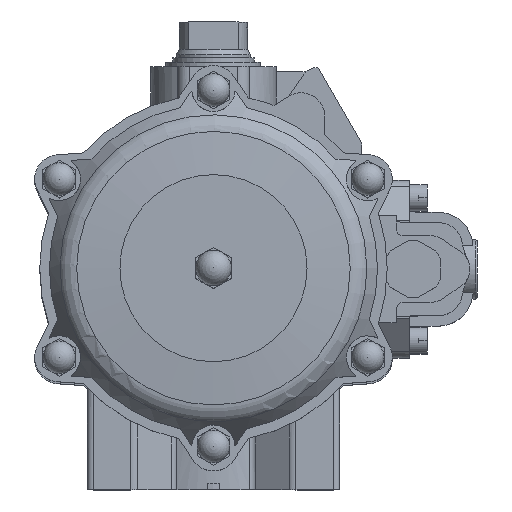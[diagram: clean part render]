
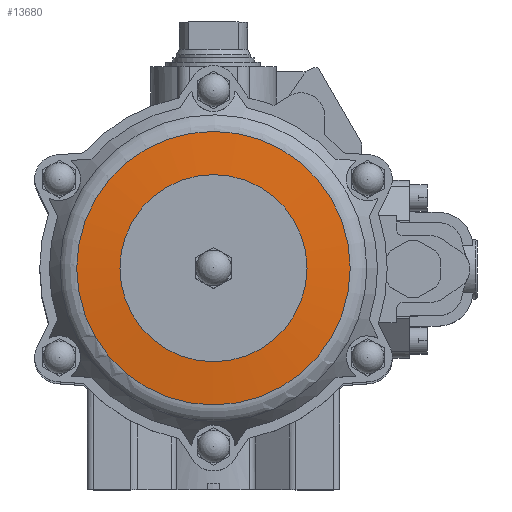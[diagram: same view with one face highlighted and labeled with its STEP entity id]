
A CAD part, top view. The second image highlights one B-rep face of the part: STEP entity #13680.
In plain terms, the highlighted conical face has half-angle 85 degrees and reference radius 92.093 mm.
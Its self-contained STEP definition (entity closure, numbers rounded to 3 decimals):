
#49=CONICAL_SURFACE('',#14805,92.092,1.484);
#4558=ORIENTED_EDGE('',*,*,#8297,.F.);
#4559=ORIENTED_EDGE('',*,*,#8296,.T.);
#8296=EDGE_CURVE('',#10160,#10160,#11121,.T.);
#8297=EDGE_CURVE('',#10161,#10161,#11122,.T.);
#10160=VERTEX_POINT('',#21963);
#10161=VERTEX_POINT('',#21966);
#11121=CIRCLE('',#14804,92.092);
#11122=CIRCLE('',#14806,63.);
#11603=EDGE_LOOP('',(#4558));
#11604=EDGE_LOOP('',(#4559));
#12529=FACE_BOUND('',#11603,.T.);
#12530=FACE_BOUND('',#11604,.T.);
#13680=ADVANCED_FACE('',(#12529,#12530),#49,.T.);
#14804=AXIS2_PLACEMENT_3D('',#21962,#17127,#17128);
#14805=AXIS2_PLACEMENT_3D('',#21964,#17129,#17130);
#14806=AXIS2_PLACEMENT_3D('',#21965,#17131,#17132);
#17127=DIRECTION('',(0.,0.,1.));
#17128=DIRECTION('',(1.,0.,0.));
#17129=DIRECTION('',(0.,0.,-1.));
#17130=DIRECTION('',(-1.,0.,0.));
#17131=DIRECTION('',(0.,0.,1.));
#17132=DIRECTION('',(1.,0.,0.));
#21962=CARTESIAN_POINT('',(0.,0.,425.955));
#21963=CARTESIAN_POINT('',(92.092,0.,425.955));
#21964=CARTESIAN_POINT('',(0.,0.,425.955));
#21965=CARTESIAN_POINT('',(0.,0.,428.5));
#21966=CARTESIAN_POINT('',(63.,0.,428.5));
